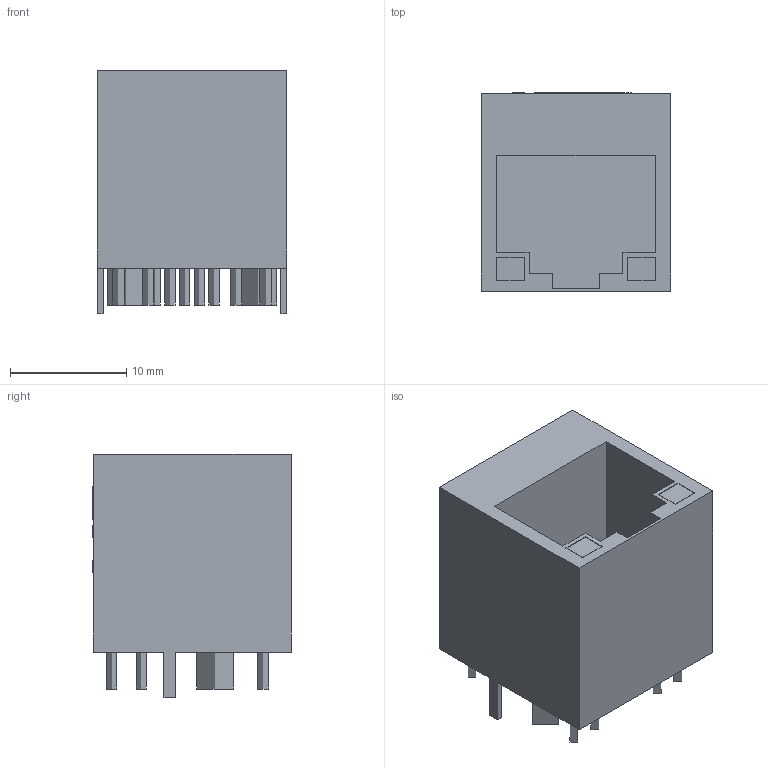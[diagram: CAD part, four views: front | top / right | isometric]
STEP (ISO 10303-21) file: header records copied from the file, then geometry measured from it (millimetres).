
FILE_DESCRIPTION(/* description */ (''),/* implementation_level */ '2;1');
FILE_NAME(/* name */ 'Bel Fuse SI-46020-F.step',/* time_stamp */ '2023-05-17T05:28:07+01:00',/* author */ (''),/* organization */ (''),/* preprocessor_version */ 'ST-DEVELOPER v19.2',/* originating_system */ 'Autodesk Translation Framework v12.4.0.73',/* authorisation */ '');
FILE_SCHEMA (('AUTOMOTIVE_DESIGN { 1 0 10303 214 3 1 1 }'));
Length unit declared in the file: millimetre
Products named in the file (1): Bel Fuse SI-46020-F
Bounding box: 16.26 x 17.07 x 20.95 mm (x, y, z)
Volume: 3096.5 mm3; surface area: 2534.7 mm2
Topology: 1 solids, 1 shells, 705 faces, 1929 edges, 1285 vertices
Faces by surface type: bspline 396, plane 293, cylinder 16
Full cylindrical faces by diameter (mm): 0.889 x9, 0.965 x4, 3.175 x2
Entity records: 24964 total; most frequent: CARTESIAN_POINT 8491, ORIENTED_EDGE 3854, DIRECTION 2587, EDGE_CURVE 1927, VERTEX_POINT 1284, LINE 1099, VECTOR 1099, EDGE_LOOP 765
